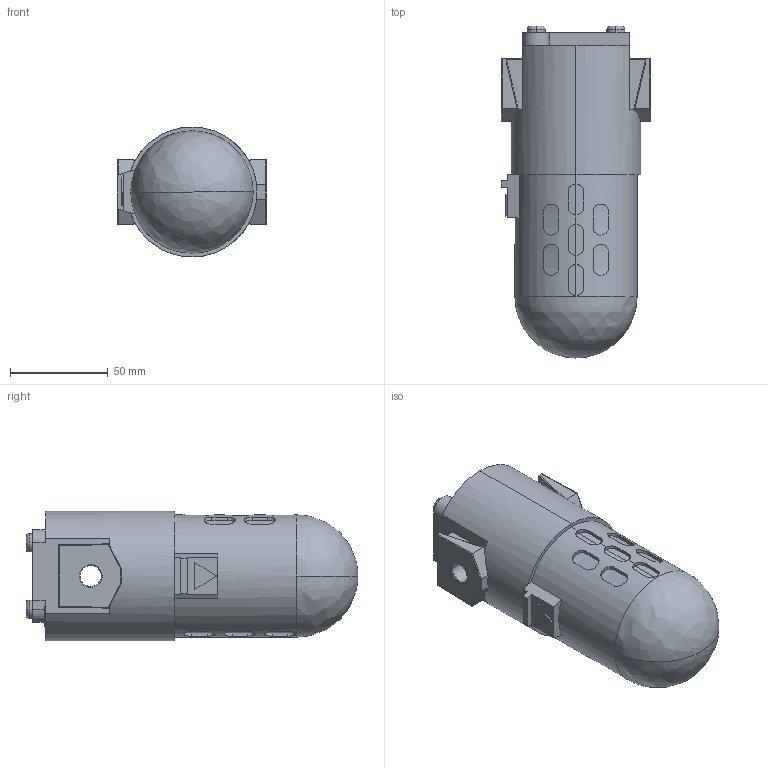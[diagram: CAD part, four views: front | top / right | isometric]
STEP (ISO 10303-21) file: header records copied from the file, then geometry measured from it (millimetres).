
FILE_DESCRIPTION (( 'STEP AP203' ), '1' );
FILE_NAME ('S90L007.STEP', '2015-10-20T13:12:28', ( '' ), ( '' ), 'SwSTEP 2.0', 'SolidWorks 2015', '' );
FILE_SCHEMA (( 'CONFIG_CONTROL_DESIGN' ));
Length unit declared in the file: inch
Products named in the file (1): S90L007
Bounding box: 76.45 x 169.86 x 66.5 mm (x, y, z)
Volume: 497159.5 mm3; surface area: 43855.6 mm2
Topology: 1 solids, 1 shells, 256 faces, 662 edges, 427 vertices
Faces by surface type: plane 148, cylinder 92, bspline 16
Entity records: 9562 total; most frequent: CARTESIAN_POINT 3570, ORIENTED_EDGE 1320, DIRECTION 1080, EDGE_CURVE 660, VECTOR 446, LINE 446, VERTEX_POINT 427, AXIS2_PLACEMENT_3D 317
